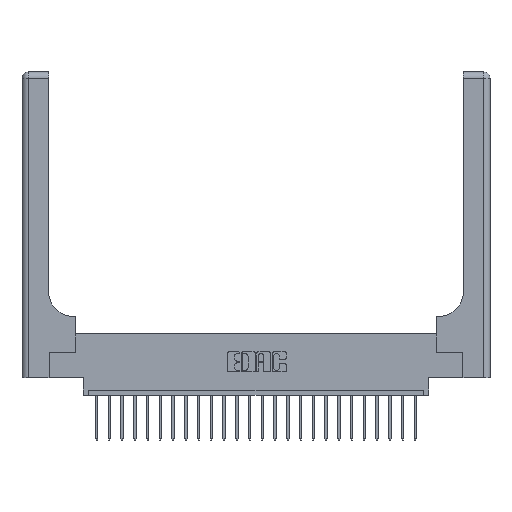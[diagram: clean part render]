
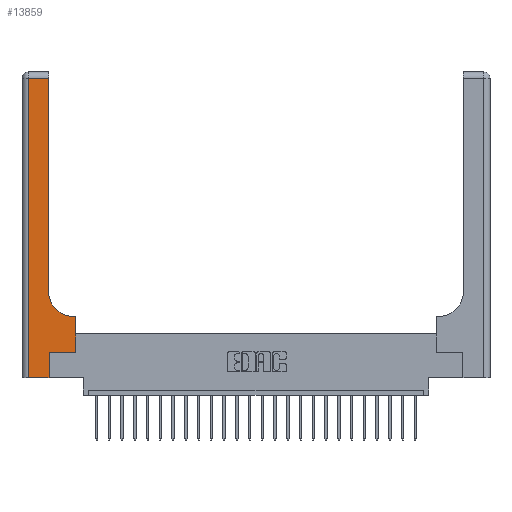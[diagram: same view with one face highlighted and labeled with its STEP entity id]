
A CAD part, top view. The second image highlights one B-rep face of the part: STEP entity #13859.
In plain terms, the highlighted planar face has unit normal (0, 0, 1).
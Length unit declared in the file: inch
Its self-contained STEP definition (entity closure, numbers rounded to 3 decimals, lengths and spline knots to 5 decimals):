
#157 = ORIENTED_EDGE ( 'NONE', *, *, #19611, .T. ) ;
#303 = CARTESIAN_POINT ( 'NONE',  ( 0., 2.94, 0.37 ) ) ;
#954 = ORIENTED_EDGE ( 'NONE', *, *, #8317, .T. ) ;
#1422 = CARTESIAN_POINT ( 'NONE',  ( 0., 0., 0.37 ) ) ;
#1585 = LINE ( 'NONE', #13165, #8720 ) ;
#1849 = EDGE_CURVE ( 'NONE', #7225, #20171, #16493, .T. ) ;
#2049 = DIRECTION ( 'NONE',  ( -1., 0., 0. ) ) ;
#2172 = ORIENTED_EDGE ( 'NONE', *, *, #7649, .T. ) ;
#2260 = DIRECTION ( 'NONE',  ( -1., 0., 0. ) ) ;
#3229 = EDGE_LOOP ( 'NONE', ( #2172, #157, #11263, #9842, #13680, #954, #7296, #18478, #23231 ) ) ;
#3441 = CARTESIAN_POINT ( 'NONE',  ( 0.265, 0.25, 0.37 ) ) ;
#3545 = AXIS2_PLACEMENT_3D ( 'NONE', #16031, #7305, #16430 ) ;
#3620 = CARTESIAN_POINT ( 'NONE',  ( 0.26, 0.6, 0.37 ) ) ;
#4999 = LINE ( 'NONE', #18280, #15482 ) ;
#6562 = VECTOR ( 'NONE', #22153, 39.37008 ) ;
#6686 = VECTOR ( 'NONE', #12747, 39.37008 ) ;
#7019 = CARTESIAN_POINT ( 'NONE',  ( 0.528, 0.25, 0.37 ) ) ;
#7225 = VERTEX_POINT ( 'NONE', #8236 ) ;
#7296 = ORIENTED_EDGE ( 'NONE', *, *, #18387, .T. ) ;
#7305 = DIRECTION ( 'NONE',  ( 0., 0., -1. ) ) ;
#7368 = DIRECTION ( 'NONE',  ( 0., 1., 0. ) ) ;
#7529 = CARTESIAN_POINT ( 'NONE',  ( 0.26, 3., 0.37 ) ) ;
#7613 = DIRECTION ( 'NONE',  ( 0., 1., 0. ) ) ;
#7624 = CARTESIAN_POINT ( 'NONE',  ( 0.265, 0.25, 0.37 ) ) ;
#7649 = EDGE_CURVE ( 'NONE', #11857, #23125, #16948, .T. ) ;
#8088 = LINE ( 'NONE', #303, #20664 ) ;
#8236 = CARTESIAN_POINT ( 'NONE',  ( 0.06, 0., 0.37 ) ) ;
#8317 = EDGE_CURVE ( 'NONE', #12894, #11085, #12933, .T. ) ;
#8720 = VECTOR ( 'NONE', #18986, 39.37008 ) ;
#8953 = CARTESIAN_POINT ( 'NONE',  ( 0.265, 0., 0.37 ) ) ;
#9812 = CIRCLE ( 'NONE', #10624, 0.25 ) ;
#9842 = ORIENTED_EDGE ( 'NONE', *, *, #1849, .T. ) ;
#9895 = DIRECTION ( 'NONE',  ( 0., 0., -1. ) ) ;
#10624 = AXIS2_PLACEMENT_3D ( 'NONE', #11868, #9895, #20977 ) ;
#10734 = DIRECTION ( 'NONE',  ( 0., 1., 0. ) ) ;
#11085 = VERTEX_POINT ( 'NONE', #7019 ) ;
#11263 = ORIENTED_EDGE ( 'NONE', *, *, #13097, .T. ) ;
#11857 = VERTEX_POINT ( 'NONE', #15674 ) ;
#11868 = CARTESIAN_POINT ( 'NONE',  ( 0.51, 0.85, 0.37 ) ) ;
#12075 = VERTEX_POINT ( 'NONE', #12745 ) ;
#12745 = CARTESIAN_POINT ( 'NONE',  ( 0.06, 2.94, 0.37 ) ) ;
#12747 = DIRECTION ( 'NONE',  ( 1., 0., 0. ) ) ;
#12894 = VERTEX_POINT ( 'NONE', #7624 ) ;
#12917 = LINE ( 'NONE', #3620, #16590 ) ;
#12933 = LINE ( 'NONE', #3441, #6686 ) ;
#13097 = EDGE_CURVE ( 'NONE', #12075, #7225, #1585, .T. ) ;
#13165 = CARTESIAN_POINT ( 'NONE',  ( 0.06, 3., 0.37 ) ) ;
#13646 = VERTEX_POINT ( 'NONE', #17421 ) ;
#13680 = ORIENTED_EDGE ( 'NONE', *, *, #13987, .T. ) ;
#13859 = ADVANCED_FACE ( 'NONE', ( #22375 ), #19659, .F. ) ;
#13987 = EDGE_CURVE ( 'NONE', #20171, #12894, #15703, .T. ) ;
#14901 = CARTESIAN_POINT ( 'NONE',  ( 0.26, 2.94, 0.37 ) ) ;
#15482 = VECTOR ( 'NONE', #7368, 39.37008 ) ;
#15674 = CARTESIAN_POINT ( 'NONE',  ( 0.26, 0.85, 0.37 ) ) ;
#15703 = LINE ( 'NONE', #23584, #16876 ) ;
#16031 = CARTESIAN_POINT ( 'NONE',  ( 0., 3., 0.37 ) ) ;
#16430 = DIRECTION ( 'NONE',  ( -1., 0., 0. ) ) ;
#16493 = LINE ( 'NONE', #1422, #6562 ) ;
#16590 = VECTOR ( 'NONE', #2260, 39.37008 ) ;
#16876 = VECTOR ( 'NONE', #10734, 39.37008 ) ;
#16948 = LINE ( 'NONE', #7529, #22417 ) ;
#17421 = CARTESIAN_POINT ( 'NONE',  ( 0.51, 0.6, 0.37 ) ) ;
#18280 = CARTESIAN_POINT ( 'NONE',  ( 0.528, 0.25, 0.37 ) ) ;
#18387 = EDGE_CURVE ( 'NONE', #11085, #18878, #4999, .T. ) ;
#18478 = ORIENTED_EDGE ( 'NONE', *, *, #20210, .T. ) ;
#18878 = VERTEX_POINT ( 'NONE', #19785 ) ;
#18986 = DIRECTION ( 'NONE',  ( 0., -1., 0. ) ) ;
#19042 = EDGE_CURVE ( 'NONE', #13646, #11857, #9812, .T. ) ;
#19611 = EDGE_CURVE ( 'NONE', #23125, #12075, #8088, .T. ) ;
#19659 = PLANE ( 'NONE',  #3545 ) ;
#19785 = CARTESIAN_POINT ( 'NONE',  ( 0.528, 0.6, 0.37 ) ) ;
#20171 = VERTEX_POINT ( 'NONE', #8953 ) ;
#20210 = EDGE_CURVE ( 'NONE', #18878, #13646, #12917, .T. ) ;
#20664 = VECTOR ( 'NONE', #2049, 39.37008 ) ;
#20977 = DIRECTION ( 'NONE',  ( 1., 0., 0. ) ) ;
#22153 = DIRECTION ( 'NONE',  ( 1., 0., 0. ) ) ;
#22375 = FACE_OUTER_BOUND ( 'NONE', #3229, .T. ) ;
#22417 = VECTOR ( 'NONE', #7613, 39.37008 ) ;
#23125 = VERTEX_POINT ( 'NONE', #14901 ) ;
#23231 = ORIENTED_EDGE ( 'NONE', *, *, #19042, .T. ) ;
#23584 = CARTESIAN_POINT ( 'NONE',  ( 0.265, 0., 0.37 ) ) ;
